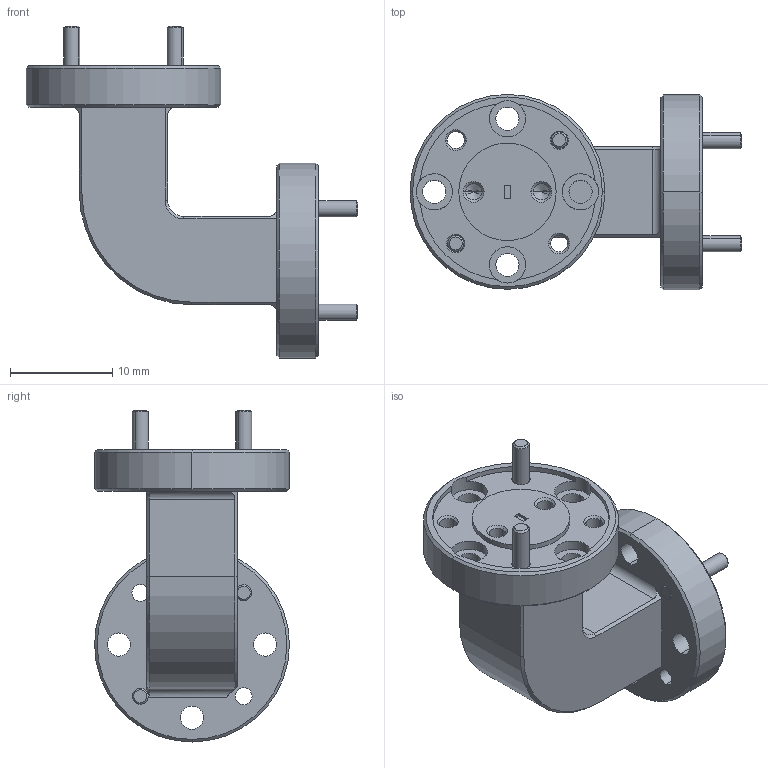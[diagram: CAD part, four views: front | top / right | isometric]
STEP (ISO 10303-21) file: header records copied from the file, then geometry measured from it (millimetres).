
FILE_DESCRIPTION (( 'STEP AP203' ), '1' );
FILE_NAME ('STQ-WB-05090-E1.STEP', '2025-04-07T20:04:11', ( '' ), ( '' ), 'SwSTEP 2.0', 'SolidWorks 2021', '' );
FILE_SCHEMA (( 'CONFIG_CONTROL_DESIGN' ));
Length unit declared in the file: inch
Products named in the file (1): STQ-WB-05090-E1
Bounding box: 32.45 x 19.05 x 32.45 mm (x, y, z)
Volume: 3993.3 mm3; surface area: 3443.4 mm2
Topology: 17 solids, 17 shells, 534 faces, 1108 edges, 648 vertices
Faces by surface type: cone 196, plane 180, cylinder 158
Entity records: 14375 total; most frequent: CARTESIAN_POINT 2783, DIRECTION 2594, ORIENTED_EDGE 2200, EDGE_CURVE 1100, AXIS2_PLACEMENT_3D 1051, VERTEX_POINT 648, EDGE_LOOP 614, FACE_OUTER_BOUND 534
